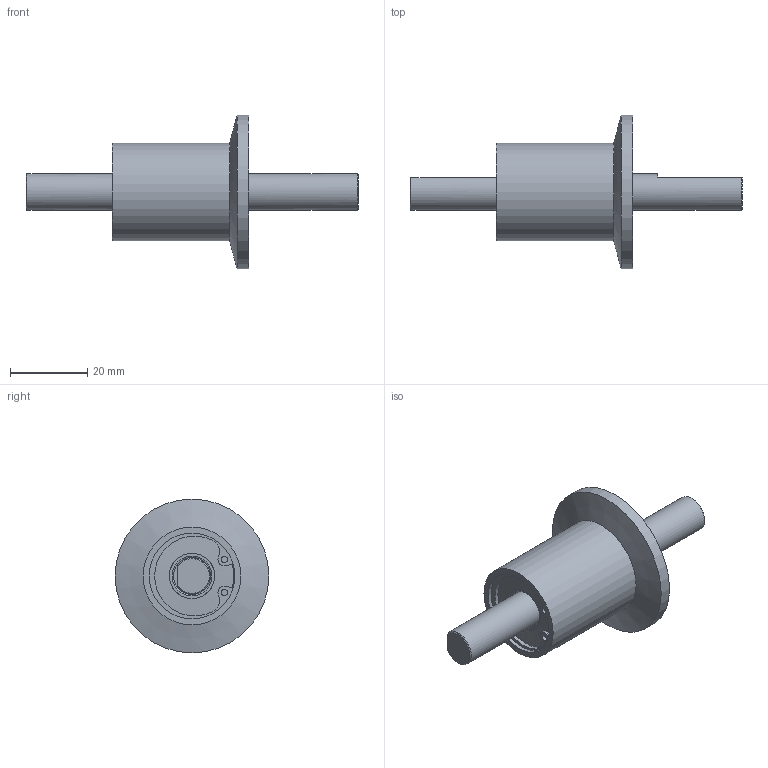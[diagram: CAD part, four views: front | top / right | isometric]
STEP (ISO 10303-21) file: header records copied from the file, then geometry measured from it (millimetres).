
FILE_DESCRIPTION (( 'STEP AP203' ), '1' );
FILE_NAME ('FD-F1-KF25-0375-LC Assy.STEP', '2023-08-23T15:26:54', ( '' ), ( '' ), 'SwSTEP 2.0', 'SolidWorks 2019', '' );
FILE_SCHEMA (( 'CONFIG_CONTROL_DESIGN' ));
Length unit declared in the file: inch
Products named in the file (13): basic internal retaining ring_ai_B27.1 - NA2-87; 99020620; basic internal retaining ring_ai; FD-F1-KF25-0375-LC Assy; instrument ball bearing_ai_AFBMA 12.2 - 0.3750 - 0.8750 - 0.2188 - 10,SI,NC,10; curved spring washer_U437-120 990206; instrument ball bearing_ai; curved spring washer; 97092610 Shaft_-10 no stages; 97092610 Shaft; 97092650 Polpc_no stages
Assembly tree (7 placements, depth 3):
  basic internal retaining ring_ai
  FD-F1-KF25-0375-LC Assy
    instrument ball bearing_ai_AFBMA 12.2 - 0.3750 - 0.8750 - 0.2188 - 10,SI,NC,10  x2
    99020620
    basic internal retaining ring_ai_B27.1 - NA2-87
    curved spring washer_U437-120 990206
    97092650 Polpc_no stages
      97092610 Shaft_-10 no stages
  instrument ball bearing_ai
  curved spring washer
  99020620
Bounding box: 86.11 x 39.88 x 39.88 mm (x, y, z)
Volume: 21587.9 mm3; surface area: 15717.7 mm2
Topology: 6 solids, 6 shells, 90 faces, 169 edges, 107 vertices
Faces by surface type: cylinder 40, plane 32, torus 15, cone 3
Full cylindrical faces by diameter (mm): 1.575 x2, 9.512 x2, 9.525 x2, 9.53 x2, 10.028 x1, 11.506 x2, 11.735 x1, 13.335 x4, 18.415 x4, 19.812 x1, 21.112 x1, 21.768 x1, 22.225 x2, 22.236 x2, 22.606 x1, 23.647 x1, 25.375 x1, 26.162 x1, 39.878 x1
Entity records: 3247 total; most frequent: CARTESIAN_POINT 624, DIRECTION 334, ORIENTED_EDGE 198, AXIS2_PLACEMENT_3D 157, EDGE_LOOP 134, PERSON_AND_ORGANIZATION 111, FACE_OUTER_BOUND 109, EDGE_CURVE 99
